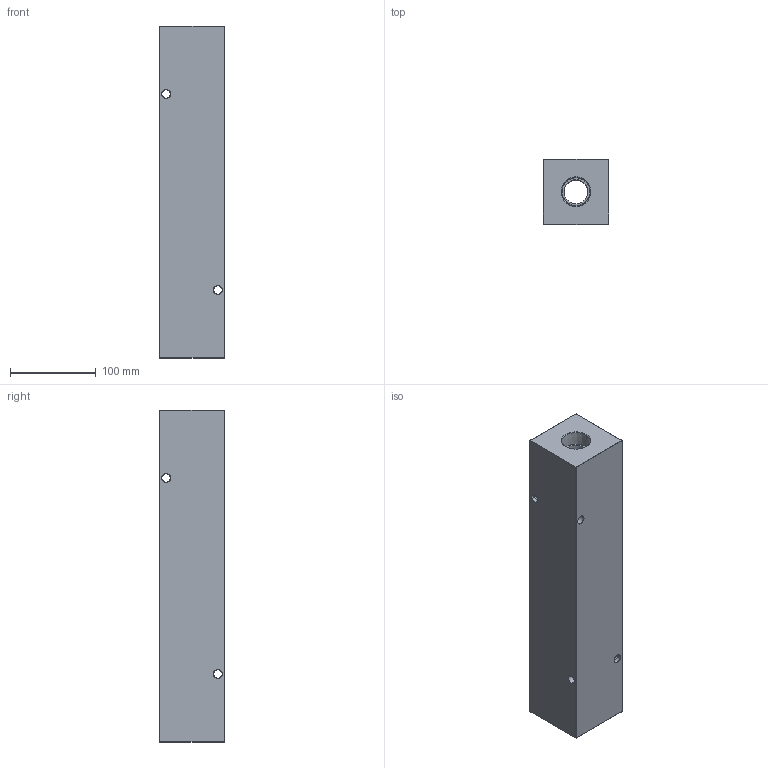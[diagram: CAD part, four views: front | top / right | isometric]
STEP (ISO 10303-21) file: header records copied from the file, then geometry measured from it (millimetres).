
FILE_DESCRIPTION (( 'STEP AP203' ), '1' );
FILE_NAME ('HM-5-90-P-16-8.STEP', '2020-10-30T16:42:21', ( '' ), ( '' ), 'SwSTEP 2.0', 'SolidWorks 2019', '' );
FILE_SCHEMA (( 'CONFIG_CONTROL_DESIGN' ));
Length unit declared in the file: inch
Products named in the file (1): HM-5-90-P-16-8
Bounding box: 76.2 x 76.2 x 387.35 mm (x, y, z)
Volume: 1906344.8 mm3; surface area: 180927.9 mm2
Topology: 1 solids, 1 shells, 535 faces, 1384 edges, 902 vertices
Faces by surface type: plane 251, bspline 202, cone 44, cylinder 38
Entity records: 27041 total; most frequent: CARTESIAN_POINT 15224, ORIENTED_EDGE 2768, DIRECTION 1724, EDGE_CURVE 1384, VERTEX_POINT 902, LINE 832, VECTOR 832, EDGE_LOOP 620
